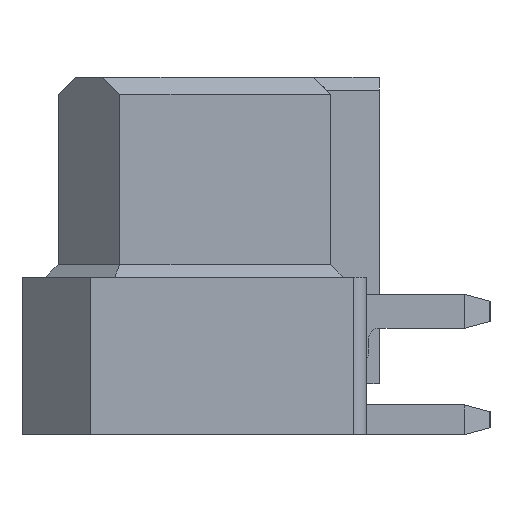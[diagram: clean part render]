
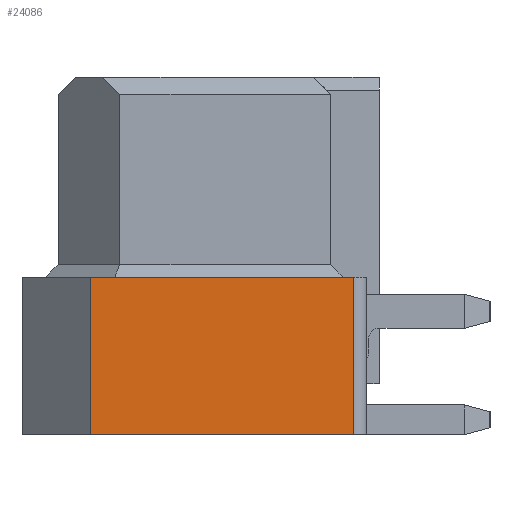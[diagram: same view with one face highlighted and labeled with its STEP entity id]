
A CAD part, left-side view. The second image highlights one B-rep face of the part: STEP entity #24086.
In plain terms, the highlighted planar face has unit normal (-1, 0, 0).
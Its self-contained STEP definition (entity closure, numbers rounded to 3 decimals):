
#18712=CARTESIAN_POINT('',(-6.35,-1.875,-4.2));
#18713=VERTEX_POINT('',#18712);
#18722=CARTESIAN_POINT('',(-6.35,1.225,-4.2));
#18723=VERTEX_POINT('',#18722);
#18724=CARTESIAN_POINT('',(-6.35,-1.875,-4.2));
#18725=DIRECTION('',(0.,1.,0.));
#18726=VECTOR('',#18725,3.1);
#18727=LINE('',#18724,#18726);
#18728=EDGE_CURVE('',#18713,#18723,#18727,.T.);
#19205=CARTESIAN_POINT('',(-6.35,1.225,-2.35));
#19206=VERTEX_POINT('',#19205);
#19213=CARTESIAN_POINT('',(-6.35,-1.875,-2.35));
#19214=VERTEX_POINT('',#19213);
#19215=CARTESIAN_POINT('',(-6.35,1.225,-2.35));
#19216=DIRECTION('',(0.,-1.,0.));
#19217=VECTOR('',#19216,3.1);
#19218=LINE('',#19215,#19217);
#19219=EDGE_CURVE('',#19206,#19214,#19218,.T.);
#24058=CARTESIAN_POINT('',(-6.35,-1.875,-2.35));
#24059=DIRECTION('',(0.,0.,-1.));
#24060=VECTOR('',#24059,1.85);
#24061=LINE('',#24058,#24060);
#24062=EDGE_CURVE('',#19214,#18713,#24061,.T.);
#24070=CARTESIAN_POINT('',(-6.35,-0.325,-3.275));
#24071=DIRECTION('',(0.,0.,-1.));
#24072=DIRECTION('',(-1.,-0.,-0.));
#24073=AXIS2_PLACEMENT_3D('',#24070,#24072,#24071);
#24074=PLANE('',#24073);
#24075=ORIENTED_EDGE('',*,*,#18728,.F.);
#24076=ORIENTED_EDGE('',*,*,#24062,.F.);
#24077=ORIENTED_EDGE('',*,*,#19219,.F.);
#24078=CARTESIAN_POINT('',(-6.35,1.225,-2.35));
#24079=DIRECTION('',(0.,0.,-1.));
#24080=VECTOR('',#24079,1.85);
#24081=LINE('',#24078,#24080);
#24082=EDGE_CURVE('',#19206,#18723,#24081,.T.);
#24083=ORIENTED_EDGE('E2134',*,*,#24082,.T.);
#24084=EDGE_LOOP('',(#24075,#24076,#24077,#24083));
#24085=FACE_OUTER_BOUND('',#24084,.T.);
#24086=ADVANCED_FACE('F723',(#24085),#24074,.T.);
